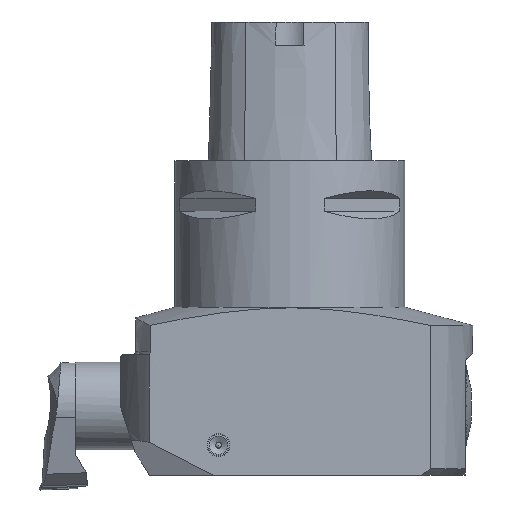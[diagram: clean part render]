
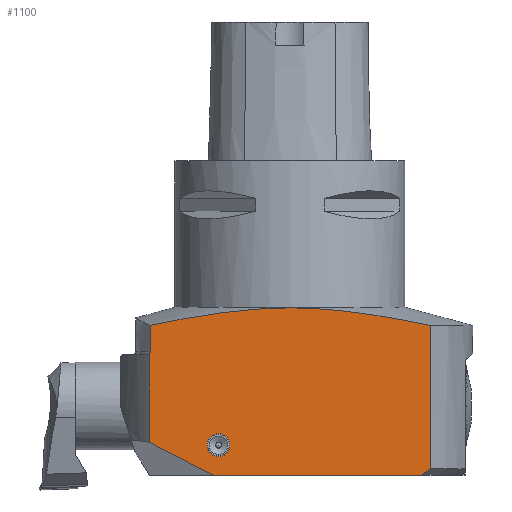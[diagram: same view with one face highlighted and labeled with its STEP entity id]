
A CAD part, front view. The second image highlights one B-rep face of the part: STEP entity #1100.
In plain terms, the highlighted planar face has unit normal (0, -1, 0).
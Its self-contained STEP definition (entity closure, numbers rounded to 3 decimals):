
#351=PLANE('',#7173);
#638=B_SPLINE_CURVE_WITH_KNOTS('',3,(#9557,#9558,#9559,#9560,#9561,#9562,
#9563,#9564),.UNSPECIFIED.,.F.,.F.,(4,2,2,4),(0.,0.5,0.75,1.),.UNSPECIFIED.);
#642=B_SPLINE_CURVE_WITH_KNOTS('',3,(#9631,#9632,#9633,#9634),.UNSPECIFIED.,
 .F.,.F.,(4,4),(0.,1.),.UNSPECIFIED.);
#646=B_SPLINE_CURVE_WITH_KNOTS('',3,(#9687,#9688,#9689,#9690,#9691,#9692,
#9693,#9694,#9695,#9696),.UNSPECIFIED.,.F.,.F.,(4,3,3,4),(0.,0.448,
0.896,1.),.UNSPECIFIED.);
#1100=ADVANCED_FACE('',(#1616,#1617),#351,.F.);
#1484=CIRCLE('',#7172,3.125);
#1616=FACE_BOUND('',#1746,.T.);
#1617=FACE_BOUND('',#1747,.T.);
#1746=EDGE_LOOP('',(#2313,#2314,#2315,#2316,#2317,#2318,#2319,#2320));
#1747=EDGE_LOOP('',(#2321));
#2313=ORIENTED_EDGE('',*,*,#4781,.T.);
#2314=ORIENTED_EDGE('',*,*,#4830,.T.);
#2315=ORIENTED_EDGE('',*,*,#4831,.T.);
#2316=ORIENTED_EDGE('',*,*,#4832,.F.);
#2317=ORIENTED_EDGE('',*,*,#4833,.F.);
#2318=ORIENTED_EDGE('',*,*,#4800,.T.);
#2319=ORIENTED_EDGE('',*,*,#4808,.F.);
#2320=ORIENTED_EDGE('',*,*,#4791,.F.);
#2321=ORIENTED_EDGE('',*,*,#4834,.T.);
#4110=VERTEX_POINT('',#9556);
#4111=VERTEX_POINT('',#9565);
#4120=VERTEX_POINT('',#9592);
#4128=VERTEX_POINT('',#9609);
#4129=VERTEX_POINT('',#9611);
#4148=VERTEX_POINT('',#9686);
#4149=VERTEX_POINT('',#9697);
#4150=VERTEX_POINT('',#9699);
#4151=VERTEX_POINT('',#9702);
#4781=EDGE_CURVE('',#4111,#4110,#638,.T.);
#4791=EDGE_CURVE('',#4111,#4120,#5716,.T.);
#4800=EDGE_CURVE('',#4129,#4128,#5721,.T.);
#4808=EDGE_CURVE('',#4120,#4128,#642,.T.);
#4830=EDGE_CURVE('',#4110,#4148,#5738,.T.);
#4831=EDGE_CURVE('',#4148,#4149,#646,.T.);
#4832=EDGE_CURVE('',#4150,#4149,#5739,.T.);
#4833=EDGE_CURVE('',#4129,#4150,#5740,.T.);
#4834=EDGE_CURVE('',#4151,#4151,#1484,.T.);
#5716=LINE('',#9591,#6415);
#5721=LINE('',#9610,#6420);
#5738=LINE('',#9685,#6437);
#5739=LINE('',#9698,#6438);
#5740=LINE('',#9700,#6439);
#6415=VECTOR('',#7779,1.);
#6420=VECTOR('',#7794,1.);
#6437=VECTOR('',#7841,1.);
#6438=VECTOR('',#7842,1.);
#6439=VECTOR('',#7843,1.);
#7172=AXIS2_PLACEMENT_3D('',#9701,#7844,#7845);
#7173=AXIS2_PLACEMENT_3D('',#9703,#7846,#7847);
#7779=DIRECTION('',(0.,0.,-1.));
#7794=DIRECTION('',(1.,0.,0.));
#7841=DIRECTION('',(0.,0.,-1.));
#7842=DIRECTION('',(0.,0.,1.));
#7843=DIRECTION('',(-0.889,0.,0.458));
#7844=DIRECTION('',(0.,1.,0.));
#7845=DIRECTION('',(0.,0.,-1.));
#7846=DIRECTION('',(0.,1.,0.));
#7847=DIRECTION('',(0.,0.,1.));
#9556=CARTESIAN_POINT('',(-38.196,-32.,-44.956));
#9557=CARTESIAN_POINT('',(38.407,-32.,-45.));
#9558=CARTESIAN_POINT('',(25.787,-32.,-42.402));
#9559=CARTESIAN_POINT('',(13.134,-32.,-40.212));
#9560=CARTESIAN_POINT('',(-6.11,-32.,-40.163));
#9561=CARTESIAN_POINT('',(-12.599,-32.,-40.7));
#9562=CARTESIAN_POINT('',(-25.457,-32.,-42.461));
#9563=CARTESIAN_POINT('',(-31.836,-32.,-43.65));
#9564=CARTESIAN_POINT('',(-38.196,-32.,-44.956));
#9565=CARTESIAN_POINT('',(38.414,-32.006,-45.));
#9591=CARTESIAN_POINT('',(38.419,-32.,-45.));
#9592=CARTESIAN_POINT('',(38.407,-32.,-84.2));
#9609=CARTESIAN_POINT('',(36.033,-32.,-86.));
#9610=CARTESIAN_POINT('',(-49.991,-32.,-86.));
#9611=CARTESIAN_POINT('',(-20.898,-32.,-86.));
#9631=CARTESIAN_POINT('',(38.412,-32.,-84.206));
#9632=CARTESIAN_POINT('',(37.624,-32.,-84.811));
#9633=CARTESIAN_POINT('',(36.833,-32.,-85.411));
#9634=CARTESIAN_POINT('',(36.037,-32.,-86.006));
#9685=CARTESIAN_POINT('',(-38.196,-32.,-43.));
#9686=CARTESIAN_POINT('',(-38.196,-32.,-52.2));
#9687=CARTESIAN_POINT('',(-38.196,-32.,-52.2));
#9688=CARTESIAN_POINT('',(-38.196,-32.,-52.288));
#9689=CARTESIAN_POINT('',(-38.211,-32.,-52.376));
#9690=CARTESIAN_POINT('',(-38.24,-32.,-52.459));
#9691=CARTESIAN_POINT('',(-38.269,-32.,-52.541));
#9692=CARTESIAN_POINT('',(-38.313,-32.,-52.62));
#9693=CARTESIAN_POINT('',(-38.367,-32.,-52.688));
#9694=CARTESIAN_POINT('',(-38.38,-32.,-52.704));
#9695=CARTESIAN_POINT('',(-38.393,-32.,-52.72));
#9696=CARTESIAN_POINT('',(-38.407,-32.,-52.735));
#9697=CARTESIAN_POINT('',(-38.414,-32.006,-52.735));
#9698=CARTESIAN_POINT('',(-38.419,-32.,-76.982));
#9699=CARTESIAN_POINT('',(-38.407,-32.,-76.982));
#9700=CARTESIAN_POINT('',(-43.892,-32.,-74.157));
#9701=CARTESIAN_POINT('',(-19.5,-32.,-77.75));
#9702=CARTESIAN_POINT('',(-19.5,-32.,-80.875));
#9703=CARTESIAN_POINT('',(-49.991,-32.,-86.));
